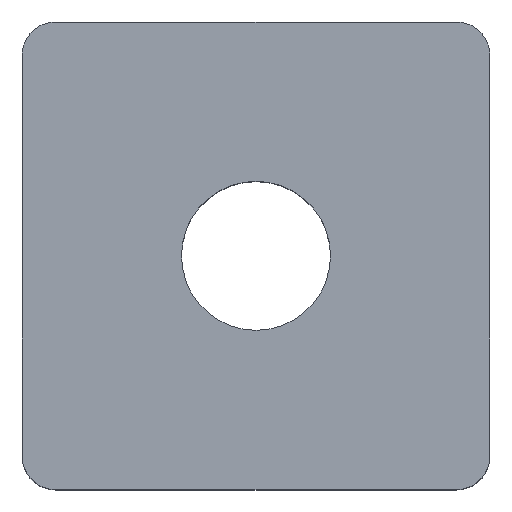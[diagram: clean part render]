
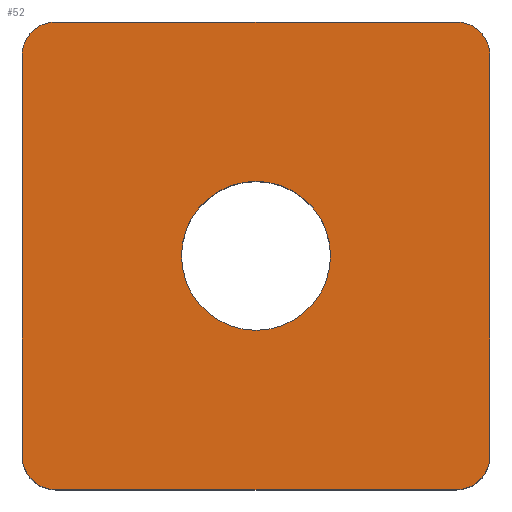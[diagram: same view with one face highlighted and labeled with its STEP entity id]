
A CAD part, top view. The second image highlights one B-rep face of the part: STEP entity #52.
In plain terms, the highlighted planar face has unit normal (0, 0, 1).
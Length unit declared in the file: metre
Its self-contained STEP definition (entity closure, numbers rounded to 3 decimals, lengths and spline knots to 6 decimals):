
#52 = ADVANCED_FACE( '', ( #101, #102 ), #103, .T. );
#101 = FACE_BOUND( '', #149, .T. );
#102 = FACE_OUTER_BOUND( '', #150, .T. );
#103 = PLANE( '', #151 );
#149 = EDGE_LOOP( '', ( #219 ) );
#150 = EDGE_LOOP( '', ( #220, #221, #222, #223, #224, #225, #226, #227 ) );
#151 = AXIS2_PLACEMENT_3D( '', #228, #229, #230 );
#219 = ORIENTED_EDGE( '', *, *, #731, .F. );
#220 = ORIENTED_EDGE( '', *, *, #721, .F. );
#221 = ORIENTED_EDGE( '', *, *, #727, .T. );
#222 = ORIENTED_EDGE( '', *, *, #732, .F. );
#223 = ORIENTED_EDGE( '', *, *, #710, .T. );
#224 = ORIENTED_EDGE( '', *, *, #715, .T. );
#225 = ORIENTED_EDGE( '', *, *, #723, .T. );
#226 = ORIENTED_EDGE( '', *, *, #733, .T. );
#227 = ORIENTED_EDGE( '', *, *, #705, .T. );
#228 = CARTESIAN_POINT( '', ( 0., 0., 0.003 ) );
#229 = DIRECTION( '', ( 0., 0., 1. ) );
#230 = DIRECTION( '', ( 1., 0., 0. ) );
#705 = EDGE_CURVE( '', #742, #743, #744, .T. );
#710 = EDGE_CURVE( '', #751, #752, #753, .T. );
#715 = EDGE_CURVE( '', #752, #760, #761, .T. );
#721 = EDGE_CURVE( '', #768, #743, #770, .T. );
#723 = EDGE_CURVE( '', #760, #772, #773, .T. );
#727 = EDGE_CURVE( '', #768, #778, #779, .T. );
#731 = EDGE_CURVE( '', #784, #784, #785, .T. );
#732 = EDGE_CURVE( '', #751, #778, #786, .T. );
#733 = EDGE_CURVE( '', #772, #742, #787, .T. );
#742 = VERTEX_POINT( '', #797 );
#743 = VERTEX_POINT( '', #798 );
#744 = CIRCLE( '', #799, 0.0005 );
#751 = VERTEX_POINT( '', #808 );
#752 = VERTEX_POINT( '', #809 );
#753 = CIRCLE( '', #810, 0.0005 );
#760 = VERTEX_POINT( '', #819 );
#761 = LINE( '', #820, #821 );
#768 = VERTEX_POINT( '', #831 );
#770 = LINE( '', #834, #835 );
#772 = VERTEX_POINT( '', #837 );
#773 = CIRCLE( '', #838, 0.0005 );
#778 = VERTEX_POINT( '', #844 );
#779 = CIRCLE( '', #845, 0.0005 );
#784 = VERTEX_POINT( '', #851 );
#785 = CIRCLE( '', #852, 0.001115 );
#786 = LINE( '', #853, #854 );
#787 = LINE( '', #855, #856 );
#797 = CARTESIAN_POINT( '', ( -0.0035, -0.003, 0.003 ) );
#798 = CARTESIAN_POINT( '', ( -0.003, -0.0035, 0.003 ) );
#799 = AXIS2_PLACEMENT_3D( '', #867, #868, #869 );
#808 = CARTESIAN_POINT( '', ( 0.0035, 0.003, 0.003 ) );
#809 = CARTESIAN_POINT( '', ( 0.003, 0.0035, 0.003 ) );
#810 = AXIS2_PLACEMENT_3D( '', #875, #876, #877 );
#819 = CARTESIAN_POINT( '', ( -0.003, 0.0035, 0.003 ) );
#820 = CARTESIAN_POINT( '', ( 0.006865, 0.0035, 0.003 ) );
#821 = VECTOR( '', #883, 1. );
#831 = CARTESIAN_POINT( '', ( 0.003, -0.0035, 0.003 ) );
#834 = CARTESIAN_POINT( '', ( 0., -0.0035, 0.003 ) );
#835 = VECTOR( '', #888, 1. );
#837 = CARTESIAN_POINT( '', ( -0.0035, 0.003, 0.003 ) );
#838 = AXIS2_PLACEMENT_3D( '', #889, #890, #891 );
#844 = CARTESIAN_POINT( '', ( 0.0035, -0.003, 0.003 ) );
#845 = AXIS2_PLACEMENT_3D( '', #896, #897, #898 );
#851 = CARTESIAN_POINT( '', ( 0.001115, 0., 0.003 ) );
#852 = AXIS2_PLACEMENT_3D( '', #903, #904, #905 );
#853 = CARTESIAN_POINT( '', ( 0.0035, 0.004792, 0.003 ) );
#854 = VECTOR( '', #906, 1. );
#855 = CARTESIAN_POINT( '', ( -0.0035, 0.004792, 0.003 ) );
#856 = VECTOR( '', #907, 1. );
#867 = CARTESIAN_POINT( '', ( -0.003, -0.003, 0.003 ) );
#868 = DIRECTION( '', ( 0., 0., 1. ) );
#869 = DIRECTION( '', ( 1., 0., 0. ) );
#875 = CARTESIAN_POINT( '', ( 0.003, 0.003, 0.003 ) );
#876 = DIRECTION( '', ( 0., 0., 1. ) );
#877 = DIRECTION( '', ( 1., 0., 0. ) );
#883 = DIRECTION( '', ( -1., 0., 0. ) );
#888 = DIRECTION( '', ( -1., 0., 0. ) );
#889 = CARTESIAN_POINT( '', ( -0.003, 0.003, 0.003 ) );
#890 = DIRECTION( '', ( 0., 0., 1. ) );
#891 = DIRECTION( '', ( 1., 0., 0. ) );
#896 = CARTESIAN_POINT( '', ( 0.003, -0.003, 0.003 ) );
#897 = DIRECTION( '', ( 0., 0., 1. ) );
#898 = DIRECTION( '', ( 1., 0., 0. ) );
#903 = CARTESIAN_POINT( '', ( 0., 0., 0.003 ) );
#904 = DIRECTION( '', ( 0., 0., 1. ) );
#905 = DIRECTION( '', ( 1., 0., 0. ) );
#906 = DIRECTION( '', ( 0., -1., 0. ) );
#907 = DIRECTION( '', ( 0., -1., 0. ) );
